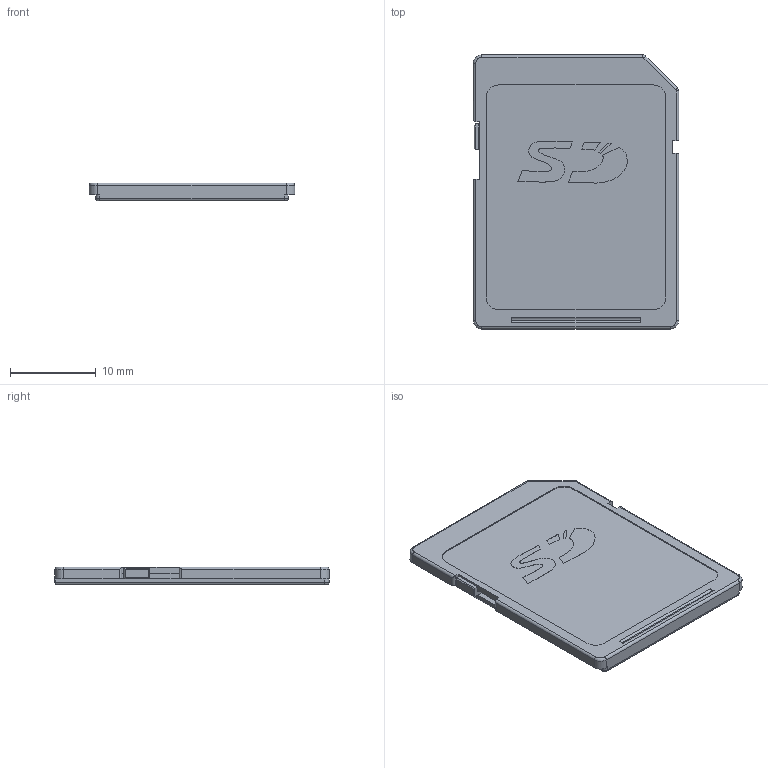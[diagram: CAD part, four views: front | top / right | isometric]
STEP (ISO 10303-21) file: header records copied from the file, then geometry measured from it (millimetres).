
FILE_DESCRIPTION (( 'STEP AP214' ), '1' );
FILE_NAME ('SDDEFAU0405151505845.step', '2006-04-05T19:01:51', ( 'sysAdmin' ), ( 'SolidWorks' ), 'SwSTEP 2.0', 'SolidWorks 2006079', '' );
FILE_SCHEMA (( 'AUTOMOTIVE_DESIGN' ));
Length unit declared in the file: millimetre
Products named in the file (1): SDDEFAU0405151505845
Bounding box: 24 x 32 x 2.1 mm (x, y, z)
Volume: 1404.5 mm3; surface area: 1821.9 mm2
Topology: 1 solids, 1 shells, 185 faces, 474 edges, 306 vertices
Faces by surface type: plane 134, cylinder 34, torus 9, bspline 8
Entity records: 6470 total; most frequent: CARTESIAN_POINT 1336, ORIENTED_EDGE 948, DIRECTION 875, EDGE_CURVE 474, VECTOR 381, LINE 381, VERTEX_POINT 306, AXIS2_PLACEMENT_3D 247
